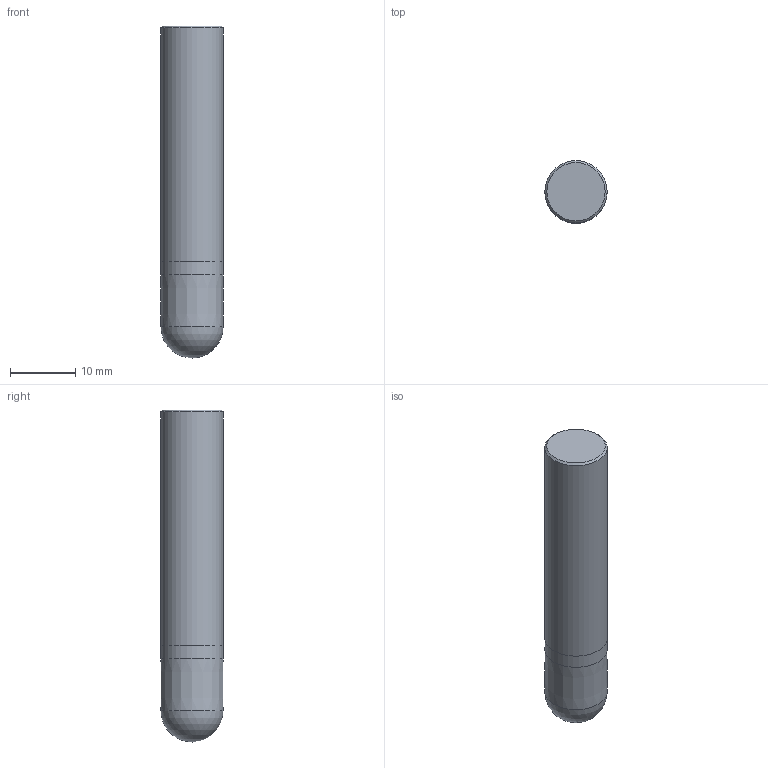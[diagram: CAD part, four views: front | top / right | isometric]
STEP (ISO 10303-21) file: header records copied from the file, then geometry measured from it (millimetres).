
FILE_DESCRIPTION(/* description */ (''),/* implementation_level */ '2;1');
FILE_NAME(/* name */ 'STB440.2.375D1B.0Z4_Basic.stp',/* time_stamp */ '2022-02-17T15:24:43+06:00',/* author */ (''),/* organization */ (''),/* preprocessor_version */ 'ST-DEVELOPER v16.7',/* originating_system */ 'SIEMENS PLM Software NX 12.0',/* authorisation */ '');
FILE_SCHEMA (('AUTOMOTIVE_DESIGN { 1 0 10303 214 3 1 1 1 }'));
Length unit declared in the file: millimetre
Products named in the file (1): inpu5028E108lqa8
Bounding box: 9.53 x 9.53 x 50.8 mm (x, y, z)
Volume: 3505.1 mm3; surface area: 1870.9 mm2
Topology: 3 solids, 3 shells, 10 faces, 17 edges, 16 vertices
Faces by surface type: plane 5, cone 2, cylinder 2, sphere 1
Full cylindrical faces by diameter (mm): 9.525 x2
Entity records: 287 total; most frequent: CARTESIAN_POINT 45, DIRECTION 42, AXIS2_PLACEMENT_3D 21, EDGE_LOOP 14, ORIENTED_EDGE 14, STYLED_ITEM 11, PRESENTATION_STYLE_ASSIGNMENT 11, ADVANCED_FACE 10
